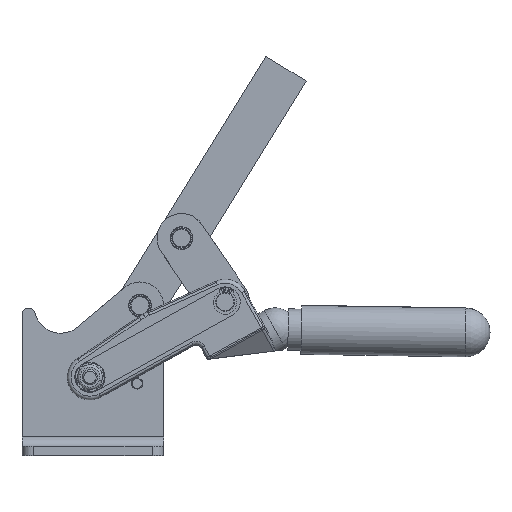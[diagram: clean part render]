
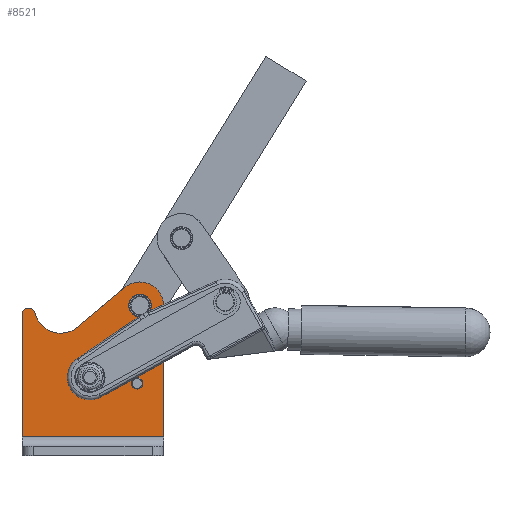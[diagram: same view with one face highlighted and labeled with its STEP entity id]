
A CAD part, top view. The second image highlights one B-rep face of the part: STEP entity #8521.
In plain terms, the highlighted planar face has unit normal (0, 0, 1).
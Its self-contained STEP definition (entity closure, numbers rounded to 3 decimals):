
#1042=CARTESIAN_POINT('',(-120.751,79.015,115.143));
#1043=VERTEX_POINT('',#1042);
#1052=CARTESIAN_POINT('',(-108.651,79.015,115.143));
#1053=VERTEX_POINT('',#1052);
#1054=CARTESIAN_POINT('',(-114.701,79.015,115.143));
#1055=DIRECTION('',(0.0,0.0,-1.0));
#1056=DIRECTION('',(-1.0,0.0,0.0));
#1057=AXIS2_PLACEMENT_3D('',#1054,#1055,#1056);
#1058=CIRCLE('',#1057,6.05);
#1059=EDGE_CURVE('',#1053,#1043,#1058,.T.);
#3387=CARTESIAN_POINT('',(-113.201,37.765,115.143));
#3388=VERTEX_POINT('',#3387);
#3395=CARTESIAN_POINT('',(-117.66,40.386,115.143));
#3396=VERTEX_POINT('',#3395);
#3397=CARTESIAN_POINT('',(-116.201,37.765,115.143));
#3398=DIRECTION('',(0.0,0.0,-1.0));
#3399=DIRECTION('',(1.0,0.0,0.0));
#3400=AXIS2_PLACEMENT_3D('',#3397,#3398,#3399);
#3401=CIRCLE('',#3400,3.);
#3402=EDGE_CURVE('',#3396,#3388,#3401,.T.);
#3419=CARTESIAN_POINT('',(-119.201,37.765,115.143));
#3420=VERTEX_POINT('',#3419);
#3427=CARTESIAN_POINT('',(-116.201,37.765,115.143));
#3428=DIRECTION('',(0.0,0.0,-1.0));
#3429=DIRECTION('',(1.0,0.0,0.0));
#3430=AXIS2_PLACEMENT_3D('',#3427,#3428,#3429);
#3431=CIRCLE('',#3430,3.);
#3432=EDGE_CURVE('',#3388,#3420,#3431,.T.);
#3632=CARTESIAN_POINT('',(-116.201,37.765,115.143));
#3633=DIRECTION('',(0.0,0.0,-1.0));
#3634=DIRECTION('',(1.0,0.0,0.0));
#3635=AXIS2_PLACEMENT_3D('',#3632,#3633,#3634);
#3636=CIRCLE('',#3635,3.);
#3637=EDGE_CURVE('',#3420,#3396,#3636,.T.);
#6453=CARTESIAN_POINT('',(-128.566,64.063,115.143));
#6454=VERTEX_POINT('',#6453);
#6470=CARTESIAN_POINT('',(-115.923,41.353,115.143));
#6471=VERTEX_POINT('',#6470);
#6479=CARTESIAN_POINT('',(-128.566,64.063,115.143));
#6480=DIRECTION('',(0.486,-0.874,0.));
#6481=VECTOR('',#6480,25.992);
#6482=LINE('',#6479,#6481);
#6483=EDGE_CURVE('',#6454,#6471,#6482,.T.);
#7964=CARTESIAN_POINT('',(-135.364,30.53,115.143));
#7965=VERTEX_POINT('',#7964);
#7972=CARTESIAN_POINT('',(-117.66,40.386,115.143));
#7973=DIRECTION('',(-0.874,-0.486,0.));
#7974=VECTOR('',#7973,20.262);
#7975=LINE('',#7972,#7974);
#7976=EDGE_CURVE('',#3396,#7965,#7975,.T.);
#7985=CARTESIAN_POINT('',(-115.923,41.353,115.143));
#7986=DIRECTION('',(-0.874,-0.486,0.));
#7987=VECTOR('',#7986,1.988);
#7988=LINE('',#7985,#7987);
#7989=EDGE_CURVE('',#6471,#3396,#7988,.T.);
#8049=CARTESIAN_POINT('',(-147.929,50.951,115.143));
#8050=VERTEX_POINT('',#8049);
#8051=CARTESIAN_POINT('',(-147.929,50.951,115.143));
#8052=DIRECTION('',(0.828,0.561,0.));
#8053=VECTOR('',#8052,23.385);
#8054=LINE('',#8051,#8053);
#8055=EDGE_CURVE('',#8050,#6454,#8054,.T.);
#8073=CARTESIAN_POINT('',(-141.201,41.015,115.143));
#8074=DIRECTION('',(0.,0.,-1.0));
#8075=DIRECTION('',(0.561,-0.828,0.));
#8076=AXIS2_PLACEMENT_3D('',#8073,#8074,#8075);
#8077=CIRCLE('',#8076,12.);
#8078=EDGE_CURVE('',#7965,#8050,#8077,.T.);
#8435=CARTESIAN_POINT('',(-139.105,31.473,115.143));
#8436=DIRECTION('',(0.0,0.0,1.0));
#8437=DIRECTION('',(1.0,0.0,0.0));
#8438=AXIS2_PLACEMENT_3D('',#8435,#8436,#8437);
#8439=PLANE('',#8438);
#8440=CARTESIAN_POINT('',(-177.201,9.515,115.143));
#8441=VERTEX_POINT('',#8440);
#8442=CARTESIAN_POINT('',(-102.201,9.515,115.143));
#8443=VERTEX_POINT('',#8442);
#8444=CARTESIAN_POINT('',(-177.201,9.515,115.143));
#8445=DIRECTION('',(1.0,0.0,0.0));
#8446=VECTOR('',#8445,75.);
#8447=LINE('',#8444,#8446);
#8448=EDGE_CURVE('',#8441,#8443,#8447,.T.);
#8449=ORIENTED_EDGE('',*,*,#8448,.T.);
#8450=CARTESIAN_POINT('',(-102.201,79.015,115.143));
#8451=VERTEX_POINT('',#8450);
#8452=CARTESIAN_POINT('',(-102.201,79.015,115.143));
#8453=DIRECTION('',(0.0,-1.0,0.0));
#8454=VECTOR('',#8453,69.5);
#8455=LINE('',#8452,#8454);
#8456=EDGE_CURVE('',#8451,#8443,#8455,.T.);
#8457=ORIENTED_EDGE('',*,*,#8456,.F.);
#8458=CARTESIAN_POINT('',(-122.737,88.589,115.143));
#8459=VERTEX_POINT('',#8458);
#8460=CARTESIAN_POINT('',(-114.701,79.015,115.143));
#8461=DIRECTION('',(0.0,0.0,-1.0));
#8462=DIRECTION('',(-1.0,0.0,0.0));
#8463=AXIS2_PLACEMENT_3D('',#8460,#8461,#8462);
#8464=CIRCLE('',#8463,12.5);
#8465=EDGE_CURVE('',#8459,#8451,#8464,.T.);
#8466=ORIENTED_EDGE('',*,*,#8465,.F.);
#8467=CARTESIAN_POINT('',(-147.7,67.635,115.143));
#8468=VERTEX_POINT('',#8467);
#8469=CARTESIAN_POINT('',(-147.7,67.635,115.143));
#8470=DIRECTION('',(0.766,0.643,0.0));
#8471=VECTOR('',#8470,32.591);
#8472=LINE('',#8469,#8471);
#8473=EDGE_CURVE('',#8468,#8459,#8472,.T.);
#8474=ORIENTED_EDGE('',*,*,#8473,.F.);
#8475=CARTESIAN_POINT('',(-170.301,75.036,115.143));
#8476=VERTEX_POINT('',#8475);
#8477=CARTESIAN_POINT('',(-156.701,78.358,115.143));
#8478=DIRECTION('',(0.,0.,1.));
#8479=DIRECTION('',(-0.971,-0.237,0.));
#8480=AXIS2_PLACEMENT_3D('',#8477,#8478,#8479);
#8481=CIRCLE('',#8480,14.);
#8482=EDGE_CURVE('',#8476,#8468,#8481,.T.);
#8483=ORIENTED_EDGE('',*,*,#8482,.F.);
#8484=CARTESIAN_POINT('',(-177.201,74.205,115.143));
#8485=VERTEX_POINT('',#8484);
#8486=CARTESIAN_POINT('',(-173.701,74.205,115.143));
#8487=DIRECTION('',(0.,0.,-1.));
#8488=DIRECTION('',(-0.971,-0.237,0.));
#8489=AXIS2_PLACEMENT_3D('',#8486,#8487,#8488);
#8490=CIRCLE('',#8489,3.5);
#8491=EDGE_CURVE('',#8485,#8476,#8490,.T.);
#8492=ORIENTED_EDGE('',*,*,#8491,.F.);
#8493=CARTESIAN_POINT('',(-177.201,9.515,115.143));
#8494=DIRECTION('',(0.0,1.0,0.0));
#8495=VECTOR('',#8494,64.69);
#8496=LINE('',#8493,#8495);
#8497=EDGE_CURVE('',#8441,#8485,#8496,.T.);
#8498=ORIENTED_EDGE('',*,*,#8497,.F.);
#8499=EDGE_LOOP('',(#8449,#8457,#8466,#8474,#8483,#8492,#8498));
#8500=FACE_OUTER_BOUND('',#8499,.T.);
#8501=ORIENTED_EDGE('',*,*,#1059,.T.);
#8502=CARTESIAN_POINT('',(-114.701,79.015,115.143));
#8503=DIRECTION('',(0.0,0.0,-1.0));
#8504=DIRECTION('',(-1.0,0.0,0.0));
#8505=AXIS2_PLACEMENT_3D('',#8502,#8503,#8504);
#8506=CIRCLE('',#8505,6.05);
#8507=EDGE_CURVE('',#1043,#1053,#8506,.T.);
#8508=ORIENTED_EDGE('',*,*,#8507,.T.);
#8509=EDGE_LOOP('',(#8501,#8508));
#8510=FACE_BOUND('',#8509,.T.);
#8511=ORIENTED_EDGE('',*,*,#3402,.T.);
#8512=ORIENTED_EDGE('',*,*,#3432,.T.);
#8513=ORIENTED_EDGE('',*,*,#3637,.T.);
#8514=ORIENTED_EDGE('',*,*,#7976,.T.);
#8515=ORIENTED_EDGE('',*,*,#8078,.T.);
#8516=ORIENTED_EDGE('',*,*,#8055,.T.);
#8517=ORIENTED_EDGE('',*,*,#6483,.T.);
#8518=ORIENTED_EDGE('',*,*,#7989,.T.);
#8519=EDGE_LOOP('',(#8511,#8512,#8513,#8514,#8515,#8516,#8517,#8518));
#8520=FACE_BOUND('',#8519,.T.);
#8521=ADVANCED_FACE('',(#8500,#8510,#8520),#8439,.T.);
